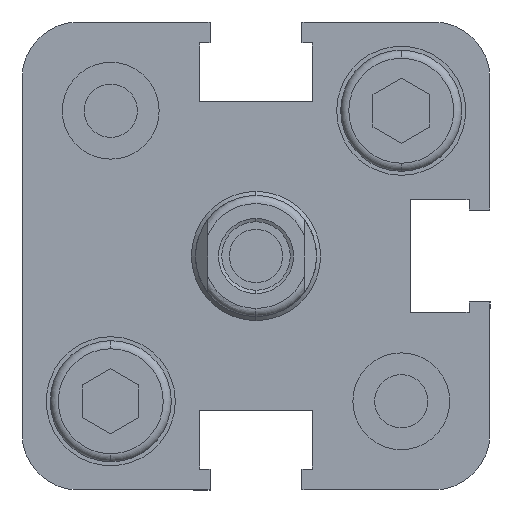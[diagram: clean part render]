
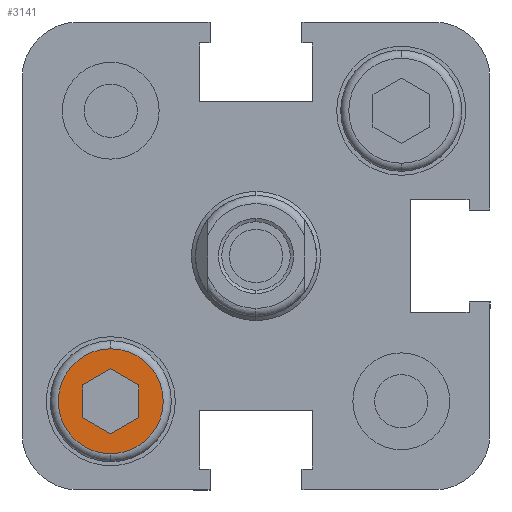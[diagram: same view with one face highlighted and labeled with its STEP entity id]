
A CAD part, left-side view. The second image highlights one B-rep face of the part: STEP entity #3141.
In plain terms, the highlighted planar face has unit normal (-1, 0, 0).
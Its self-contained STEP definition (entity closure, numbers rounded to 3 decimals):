
#18 = ORIENTED_EDGE ( 'NONE', *, *, #4163, .F. ) ;
#21 = ORIENTED_EDGE ( 'NONE', *, *, #3971, .T. ) ;
#25 = ORIENTED_EDGE ( 'NONE', *, *, #4166, .T. ) ;
#42 = ORIENTED_EDGE ( 'NONE', *, *, #4162, .F. ) ;
#52 = ORIENTED_EDGE ( 'NONE', *, *, #4164, .F. ) ;
#53 = ORIENTED_EDGE ( 'NONE', *, *, #4167, .F. ) ;
#123 = ORIENTED_EDGE ( 'NONE', *, *, #4160, .F. ) ;
#144 = ORIENTED_EDGE ( 'NONE', *, *, #4161, .F. ) ;
#509 = EDGE_LOOP ( 'NONE', ( #52, #18, #42, #53, #144, #123 ) ) ;
#535 = EDGE_LOOP ( 'NONE', ( #21, #25 ) ) ;
#1214 = FACE_BOUND ( 'NONE', #509, .T. ) ;
#1243 = FACE_OUTER_BOUND ( 'NONE', #535, .T. ) ;
#2047 = CARTESIAN_POINT ( 'NONE',  ( 0.5, 9., -9. ) ) ;
#2055 = PLANE ( 'NONE',  #4293 ) ;
#2056 = DIRECTION ( 'NONE',  ( -1., 0., 0. ) ) ;
#2057 = DIRECTION ( 'NONE',  ( 0., 0., 1. ) ) ;
#2367 = CARTESIAN_POINT ( 'NONE',  ( 0.5, 9., -6.979 ) ) ;
#2374 = CARTESIAN_POINT ( 'NONE',  ( 0.5, 10.75, -7.99 ) ) ;
#2404 = CARTESIAN_POINT ( 'NONE',  ( 0.5, 9., -5.75 ) ) ;
#2423 = CARTESIAN_POINT ( 'NONE',  ( 0.5, 10.75, -10.01 ) ) ;
#2465 = CARTESIAN_POINT ( 'NONE',  ( 0.5, 7.25, -7.99 ) ) ;
#2468 = CARTESIAN_POINT ( 'NONE',  ( 0.5, 7.25, -10.01 ) ) ;
#2580 = CARTESIAN_POINT ( 'NONE',  ( 0.5, 9., -12.25 ) ) ;
#2592 = CARTESIAN_POINT ( 'NONE',  ( 0.5, 9., -11.021 ) ) ;
#3141 = ADVANCED_FACE ( 'NONE', ( #1243, #1214 ), #2055, .T. ) ;
#3365 = VERTEX_POINT ( 'NONE', #2367 ) ;
#3373 = VERTEX_POINT ( 'NONE', #2374 ) ;
#3405 = VERTEX_POINT ( 'NONE', #2404 ) ;
#3425 = VERTEX_POINT ( 'NONE', #2423 ) ;
#3478 = VERTEX_POINT ( 'NONE', #2465 ) ;
#3482 = VERTEX_POINT ( 'NONE', #2468 ) ;
#3641 = VERTEX_POINT ( 'NONE', #2580 ) ;
#3653 = VERTEX_POINT ( 'NONE', #2592 ) ;
#3971 = EDGE_CURVE ( 'NONE', #3405, #3641, #5560, .T. ) ;
#4160 = EDGE_CURVE ( 'NONE', #3425, #3653, #5841, .T. ) ;
#4161 = EDGE_CURVE ( 'NONE', #3653, #3482, #5845, .T. ) ;
#4162 = EDGE_CURVE ( 'NONE', #3478, #3365, #5847, .T. ) ;
#4163 = EDGE_CURVE ( 'NONE', #3365, #3373, #5849, .T. ) ;
#4164 = EDGE_CURVE ( 'NONE', #3373, #3425, #5851, .T. ) ;
#4166 = EDGE_CURVE ( 'NONE', #3641, #3405, #5856, .T. ) ;
#4167 = EDGE_CURVE ( 'NONE', #3482, #3478, #5839, .T. ) ;
#4293 = AXIS2_PLACEMENT_3D ( 'NONE', #2047, #2056, #2057 ) ;
#4458 = AXIS2_PLACEMENT_3D ( 'NONE', #4820, #4821, #4822 ) ;
#4525 = AXIS2_PLACEMENT_3D ( 'NONE', #5340, #5353, #5354 ) ;
#4820 = CARTESIAN_POINT ( 'NONE',  ( 0.5, 9., -9. ) ) ;
#4821 = DIRECTION ( 'NONE',  ( -1., 0., 0. ) ) ;
#4822 = DIRECTION ( 'NONE',  ( 0., 0., 1. ) ) ;
#5332 = CARTESIAN_POINT ( 'NONE',  ( 0.5, 10.75, -10.01 ) ) ;
#5340 = CARTESIAN_POINT ( 'NONE',  ( 0.5, 9., -9. ) ) ;
#5341 = DIRECTION ( 'NONE',  ( 0., -0.866, -0.5 ) ) ;
#5342 = CARTESIAN_POINT ( 'NONE',  ( 0.5, 9., -11.021 ) ) ;
#5343 = DIRECTION ( 'NONE',  ( 0., -0.866, 0.5 ) ) ;
#5344 = CARTESIAN_POINT ( 'NONE',  ( 0.5, 7.25, -7.99 ) ) ;
#5345 = DIRECTION ( 'NONE',  ( 0., 0.866, 0.5 ) ) ;
#5346 = CARTESIAN_POINT ( 'NONE',  ( 0.5, 9., -6.979 ) ) ;
#5347 = DIRECTION ( 'NONE',  ( 0., 0.866, -0.5 ) ) ;
#5348 = CARTESIAN_POINT ( 'NONE',  ( 0.5, 10.75, -7.99 ) ) ;
#5349 = DIRECTION ( 'NONE',  ( 0., 0., -1. ) ) ;
#5353 = DIRECTION ( 'NONE',  ( -1., 0., 0. ) ) ;
#5354 = DIRECTION ( 'NONE',  ( 0., 0., 1. ) ) ;
#5356 = CARTESIAN_POINT ( 'NONE',  ( 0.5, 7.25, -10.01 ) ) ;
#5357 = DIRECTION ( 'NONE',  ( 0., 0., 1. ) ) ;
#5560 = CIRCLE ( 'NONE', #4458, 3.25 ) ;
#5839 = LINE ( 'NONE', #5356, #5840 ) ;
#5840 = VECTOR ( 'NONE', #5357, 1000. ) ;
#5841 = LINE ( 'NONE', #5332, #5843 ) ;
#5843 = VECTOR ( 'NONE', #5341, 1000. ) ;
#5845 = LINE ( 'NONE', #5342, #5846 ) ;
#5846 = VECTOR ( 'NONE', #5343, 1000. ) ;
#5847 = LINE ( 'NONE', #5344, #5848 ) ;
#5848 = VECTOR ( 'NONE', #5345, 1000. ) ;
#5849 = LINE ( 'NONE', #5346, #5850 ) ;
#5850 = VECTOR ( 'NONE', #5347, 1000. ) ;
#5851 = LINE ( 'NONE', #5348, #5852 ) ;
#5852 = VECTOR ( 'NONE', #5349, 1000. ) ;
#5856 = CIRCLE ( 'NONE', #4525, 3.25 ) ;
